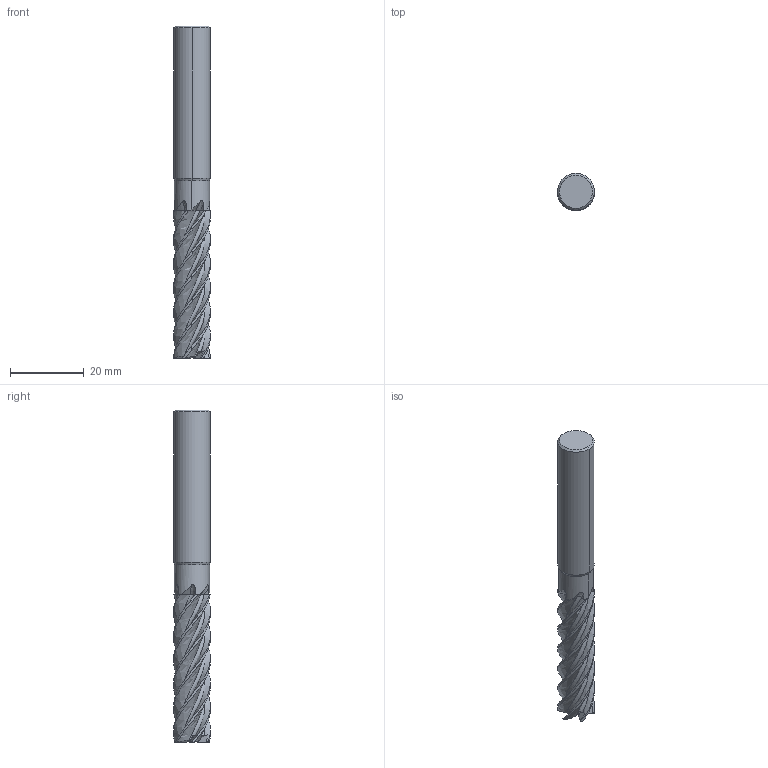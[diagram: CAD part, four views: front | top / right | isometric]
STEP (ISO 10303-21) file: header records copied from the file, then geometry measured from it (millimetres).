
FILE_DESCRIPTION(('no description'),'unknown implementation level');
FILE_NAME('EXN1-M04-0043-10-Detail.stp',' ',('CIMSOURCE GmbH'),('CADClick - KiM GmbH - www.kimweb.de'),'unknown preprocess','ACIS','unknown authorization');
FILE_SCHEMA(('automotive_design'));
Length unit declared in the file: millimetre
Products named in the file (2): NOCUT; CUT
Bounding box: 10 x 10 x 90 mm (x, y, z)
Volume: 5655.5 mm3; surface area: 4668.1 mm2
Topology: 2 solids, 2 shells, 174 faces, 506 edges, 334 vertices
Faces by surface type: plane 74, bspline 48, cone 26, revolution 18, cylinder 8
Entity records: 32763 total; most frequent: CARTESIAN_POINT 23006, STYLED_ITEM 1016, PRESENTATION_STYLE_ASSIGNMENT 1016, COLOUR_RGB 1016, ORIENTED_EDGE 1012, DIRECTION 660, EDGE_CURVE 506, CURVE_STYLE 506
